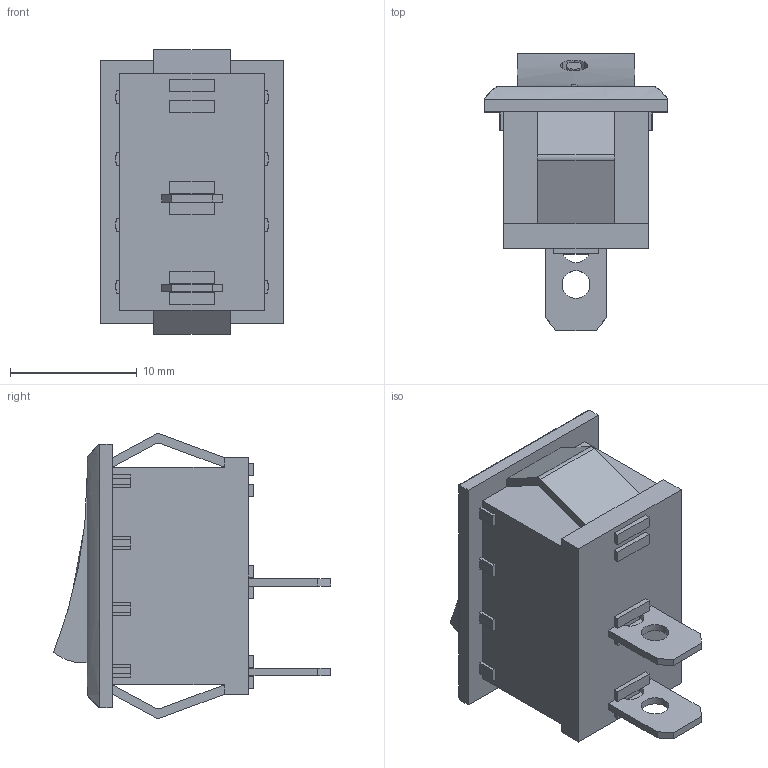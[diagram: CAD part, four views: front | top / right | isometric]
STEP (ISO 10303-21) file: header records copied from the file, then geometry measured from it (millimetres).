
FILE_DESCRIPTION(/* description */ (''),/* implementation_level */ '2;1');
FILE_NAME(/* name */ 'KCD1 Switch v2.step',/* time_stamp */ '2022-03-23T16:01:45+01:00',/* author */ (''),/* organization */ (''),/* preprocessor_version */ 'ST-DEVELOPER v18.1',/* originating_system */ 'Autodesk Translation Framework v10.13.0.1454',/* authorisation */ '');
FILE_SCHEMA (('AUTOMOTIVE_DESIGN { 1 0 10303 214 3 1 1 }'));
Length unit declared in the file: millimetre
Products named in the file (1): KCD1 Switch
Bounding box: 14.54 x 21.9 x 22.5 mm (x, y, z)
Volume: 2820.7 mm3; surface area: 2158.8 mm2
Topology: 4 solids, 4 shells, 634 faces, 1733 edges, 1150 vertices
Faces by surface type: plane 328, bspline 294, cylinder 12
Full cylindrical faces by diameter (mm): 2.2 x2
Entity records: 23035 total; most frequent: CARTESIAN_POINT 8926, ORIENTED_EDGE 3466, DIRECTION 1849, EDGE_CURVE 1733, VERTEX_POINT 1150, LINE 1119, VECTOR 1119, EDGE_LOOP 687
